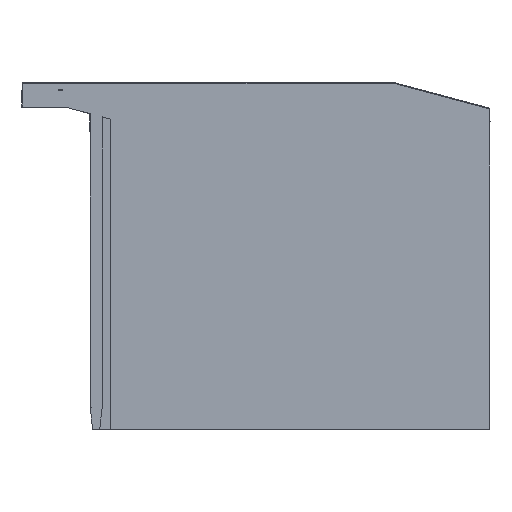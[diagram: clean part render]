
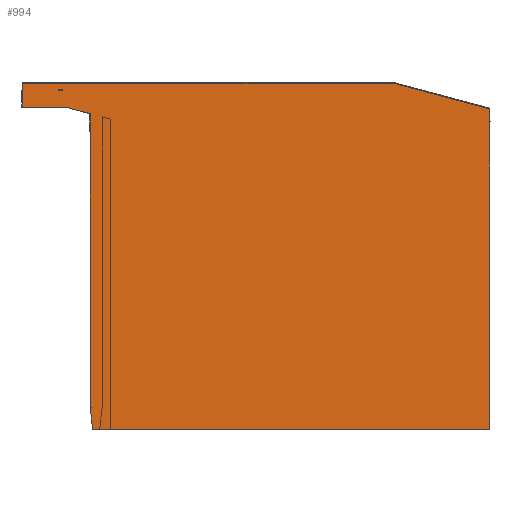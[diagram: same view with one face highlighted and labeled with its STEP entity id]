
A CAD part, front view. The second image highlights one B-rep face of the part: STEP entity #994.
In plain terms, the highlighted planar face has unit normal (0, -1, 0).
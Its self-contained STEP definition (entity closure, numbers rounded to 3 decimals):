
#994=ADVANCED_FACE('',(#1666),#1300,.T.);
#1300=PLANE('',#11908);
#1666=FACE_OUTER_BOUND('',#2083,.T.);
#2083=EDGE_LOOP('',(#3840,#3841,#3842,#3843,#3844,#3845,#3846,#3847,#3848));
#3840=ORIENTED_EDGE('',*,*,#7564,.F.);
#3841=ORIENTED_EDGE('',*,*,#7562,.T.);
#3842=ORIENTED_EDGE('',*,*,#7288,.F.);
#3843=ORIENTED_EDGE('',*,*,#7569,.T.);
#3844=ORIENTED_EDGE('',*,*,#7570,.F.);
#3845=ORIENTED_EDGE('',*,*,#7571,.F.);
#3846=ORIENTED_EDGE('',*,*,#7572,.F.);
#3847=ORIENTED_EDGE('',*,*,#7413,.F.);
#3848=ORIENTED_EDGE('',*,*,#7567,.F.);
#5747=VERTEX_POINT('',#16859);
#5748=VERTEX_POINT('',#16861);
#5822=VERTEX_POINT('',#17168);
#5824=VERTEX_POINT('',#17172);
#5917=VERTEX_POINT('',#17688);
#5918=VERTEX_POINT('',#17692);
#5919=VERTEX_POINT('',#17707);
#5920=VERTEX_POINT('',#17709);
#5921=VERTEX_POINT('',#17711);
#7288=EDGE_CURVE('',#5747,#5748,#8978,.T.);
#7413=EDGE_CURVE('',#5824,#5822,#9064,.T.);
#7562=EDGE_CURVE('',#5917,#5748,#9125,.T.);
#7564=EDGE_CURVE('',#5917,#5918,#9126,.T.);
#7567=EDGE_CURVE('',#5918,#5824,#9127,.T.);
#7569=EDGE_CURVE('',#5747,#5919,#9128,.T.);
#7570=EDGE_CURVE('',#5920,#5919,#9129,.T.);
#7571=EDGE_CURVE('',#5921,#5920,#9130,.T.);
#7572=EDGE_CURVE('',#5822,#5921,#9131,.T.);
#8978=LINE('',#16860,#10454);
#9064=LINE('',#17173,#10540);
#9125=LINE('',#17687,#10601);
#9126=LINE('',#17691,#10602);
#9127=LINE('',#17703,#10603);
#9128=LINE('',#17706,#10604);
#9129=LINE('',#17708,#10605);
#9130=LINE('',#17710,#10606);
#9131=LINE('',#17712,#10607);
#10454=VECTOR('',#13180,1.);
#10540=VECTOR('',#13418,1.);
#10601=VECTOR('',#13691,1.);
#10602=VECTOR('',#13696,1.);
#10603=VECTOR('',#13701,1.);
#10604=VECTOR('',#13706,1.);
#10605=VECTOR('',#13707,1.);
#10606=VECTOR('',#13708,1.);
#10607=VECTOR('',#13709,1.);
#11908=AXIS2_PLACEMENT_3D('',#17713,#13710,#13711);
#13180=DIRECTION('',(-0.966,0.,0.259));
#13418=DIRECTION('',(0.966,0.,-0.259));
#13691=DIRECTION('',(1.,0.,0.));
#13696=DIRECTION('',(0.,0.,1.));
#13701=DIRECTION('',(1.,0.,0.));
#13706=DIRECTION('',(0.,0.,-1.));
#13707=DIRECTION('',(-0.1,0.,0.995));
#13708=DIRECTION('',(-1.,0.,0.));
#13709=DIRECTION('',(0.,0.,-1.));
#13710=DIRECTION('',(0.,-1.,0.));
#13711=DIRECTION('',(1.,0.,0.));
#16859=CARTESIAN_POINT('',(-7.3,-194.743,87.478));
#16860=CARTESIAN_POINT('',(-7.3,-194.743,87.478));
#16861=CARTESIAN_POINT('',(-16.5,-194.743,89.943));
#17168=CARTESIAN_POINT('',(139.7,-194.743,89.254));
#17172=CARTESIAN_POINT('',(104.661,-194.743,98.643));
#17173=CARTESIAN_POINT('',(104.661,-194.743,98.643));
#17687=CARTESIAN_POINT('',(-32.2,-194.743,89.943));
#17688=CARTESIAN_POINT('',(-32.2,-194.743,89.943));
#17691=CARTESIAN_POINT('',(-32.2,-194.743,89.943));
#17692=CARTESIAN_POINT('',(-32.2,-194.743,98.643));
#17703=CARTESIAN_POINT('',(-32.2,-194.743,98.643));
#17706=CARTESIAN_POINT('',(-7.3,-194.743,87.478));
#17707=CARTESIAN_POINT('',(-7.3,-194.743,-20.857));
#17708=CARTESIAN_POINT('',(-6.5,-194.743,-28.857));
#17709=CARTESIAN_POINT('',(-6.5,-194.743,-28.857));
#17710=CARTESIAN_POINT('',(139.7,-194.743,-28.857));
#17711=CARTESIAN_POINT('',(139.7,-194.743,-28.857));
#17712=CARTESIAN_POINT('',(139.7,-194.743,89.254));
#17713=CARTESIAN_POINT('',(0.,-194.743,89.943));
